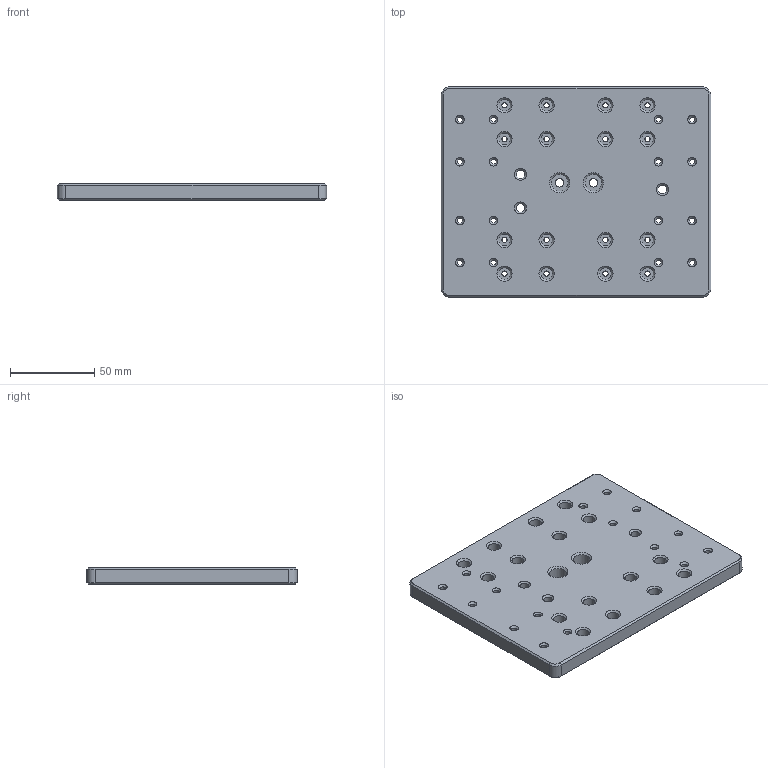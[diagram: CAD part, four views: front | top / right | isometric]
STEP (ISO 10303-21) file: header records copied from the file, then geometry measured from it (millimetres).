
FILE_DESCRIPTION(/* description */ (''),/* implementation_level */ '2;1');
FILE_NAME(/* name */ 'XY Plate v1.step',/* time_stamp */ '2023-01-29T12:49:11+01:00',/* author */ (''),/* organization */ (''),/* preprocessor_version */ 'ST-DEVELOPER v19.2',/* originating_system */ 'Autodesk Translation Framework v11.17.0.187',/* authorisation */ '');
FILE_SCHEMA (('AUTOMOTIVE_DESIGN { 1 0 10303 214 3 1 1 }'));
Length unit declared in the file: millimetre
Products named in the file (5): XY Plate; CAD v22; Minimill V2; Y Axis; XY Gantry Plate
Assembly tree (4 placements, depth 5):
  XY Plate
    CAD v22
      Minimill V2
        Y Axis
          XY Gantry Plate
Bounding box: 160 x 125 x 10 mm (x, y, z)
Volume: 187661.1 mm3; surface area: 50230.6 mm2
Topology: 1 solids, 1 shells, 211 faces, 428 edges, 256 vertices
Faces by surface type: cone 82, cylinder 78, plane 51
Full cylindrical faces by diameter (mm): 3.1 x32, 5.1 x4, 5.304 x1, 7 x32, 10 x5
Entity records: 5786 total; most frequent: DIRECTION 1108, CARTESIAN_POINT 904, ORIENTED_EDGE 856, AXIS2_PLACEMENT_3D 460, EDGE_CURVE 428, EDGE_LOOP 322, VERTEX_POINT 256, CIRCLE 240
